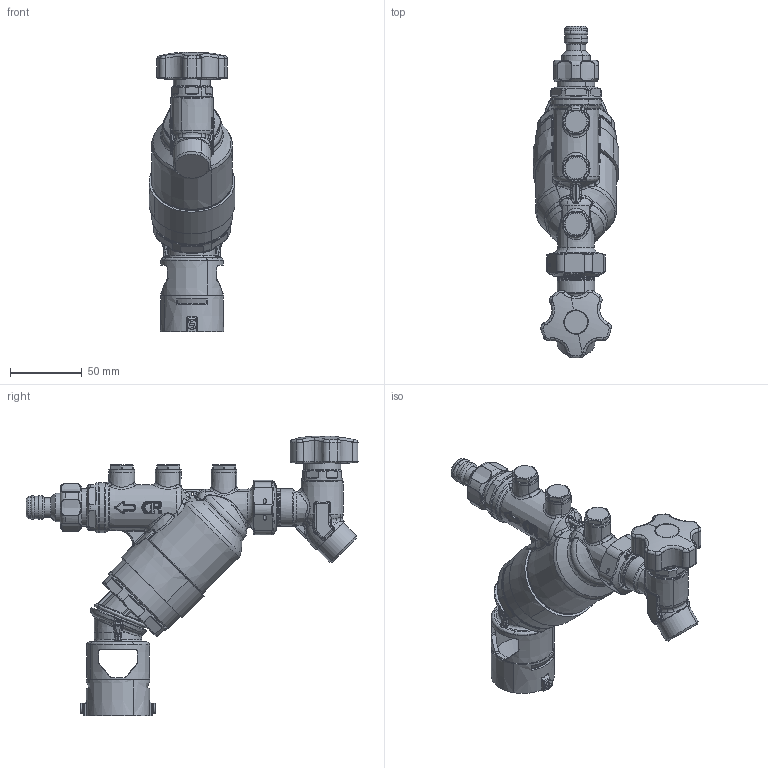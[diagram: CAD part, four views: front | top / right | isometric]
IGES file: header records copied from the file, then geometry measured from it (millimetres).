
Start section: START RECORD GO HERE.
Global section: file name: XXXXXX (IGS).igs; native system: DASSAULT SYSTEMES CATIA Version 5-6 Release 2014 - www.3ds.com; preprocessor: V5-6R2014_5.24.5.0.02-24-2015.20.00; author: mparodi; organization: CALEFFI; date: 20160414.080054; units: millimetre
Bounding box: 59.99 x 231.86 x 195.02 mm (x, y, z)
Surface area: 92878.7 mm2 (no closed solid volume)
Topology: 0 solids, 0 shells, 2223 faces, 10850 edges, 10792 vertices
Faces by surface type: revolution 1098, bspline 660, plane 465
